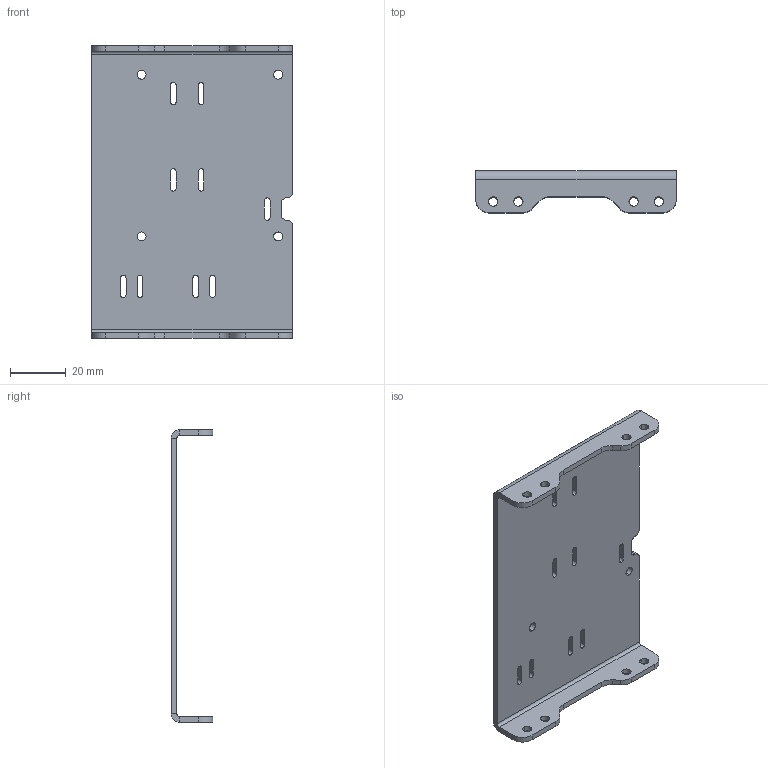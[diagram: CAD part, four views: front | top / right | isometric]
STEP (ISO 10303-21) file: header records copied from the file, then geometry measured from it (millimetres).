
FILE_DESCRIPTION (( 'STEP AP203' ), '1' );
FILE_NAME ('Platfrom.step', '2020-04-27T14:56:58', ( '' ), ( '' ), 'SwSTEP 2.0', 'SolidWorks 2020', '' );
FILE_SCHEMA (( 'CONFIG_CONTROL_DESIGN' ));
Length unit declared in the file: inch
Products named in the file (1): Platfrom
Bounding box: 72 x 15 x 105 mm (x, y, z)
Volume: 17880 mm3; surface area: 18788.8 mm2
Topology: 1 solids, 1 shells, 117 faces, 329 edges, 214 vertices
Faces by surface type: cylinder 71, plane 46
Entity records: 3980 total; most frequent: DIRECTION 707, CARTESIAN_POINT 661, ORIENTED_EDGE 658, EDGE_CURVE 329, AXIS2_PLACEMENT_3D 260, VERTEX_POINT 214, LINE 187, VECTOR 187
